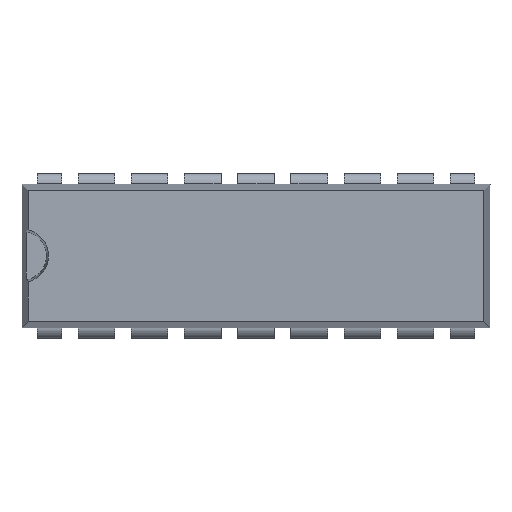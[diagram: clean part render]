
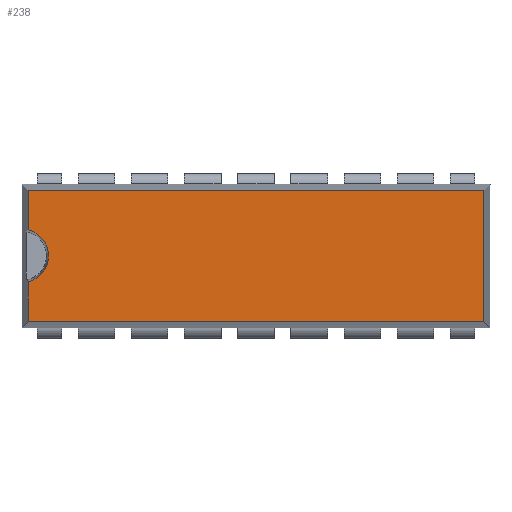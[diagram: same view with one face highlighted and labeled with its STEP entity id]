
A CAD part, top view. The second image highlights one B-rep face of the part: STEP entity #238.
In plain terms, the highlighted planar face has unit normal (0, 0, 1).
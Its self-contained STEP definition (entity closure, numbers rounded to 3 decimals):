
#238=ADVANCED_FACE('',(#4020),#4022,.T.);
#4020=FACE_BOUND('',#4021,.T.);
#4021=EDGE_LOOP('',(#6820,#6821,#6822,#6823,#6824,#6825));
#4022=PLANE('',#4023);
#4023=AXIS2_PLACEMENT_3D('',#4024,#4025,#4026);
#4024=CARTESIAN_POINT('',(0.,0.,5.33));
#4025=DIRECTION('',(0.,0.,1.));
#4026=DIRECTION('',(1.,0.,0.));
#6820=ORIENTED_EDGE('',*,*,#8688,.T.);
#6821=ORIENTED_EDGE('',*,*,#8689,.T.);
#6822=ORIENTED_EDGE('',*,*,#8690,.T.);
#6823=ORIENTED_EDGE('',*,*,#8691,.T.);
#6824=ORIENTED_EDGE('',*,*,#8692,.T.);
#6825=ORIENTED_EDGE('',*,*,#8693,.T.);
#8688=EDGE_CURVE('',#9622,#9623,#9624,.F.);
#8689=EDGE_CURVE('',#9623,#9625,#9626,.T.);
#8690=EDGE_CURVE('',#9625,#9627,#9628,.T.);
#8691=EDGE_CURVE('',#9627,#9629,#9630,.T.);
#8692=EDGE_CURVE('',#9629,#9631,#9632,.T.);
#8693=EDGE_CURVE('',#9631,#9622,#9633,.T.);
#9622=VERTEX_POINT('',#11128);
#9623=VERTEX_POINT('',#11129);
#9624=CIRCLE('',#11130,1.27);
#9625=VERTEX_POINT('',#11134);
#9626=LINE('',#11135,#11136);
#9627=VERTEX_POINT('',#11138);
#9628=LINE('',#11139,#11140);
#9629=VERTEX_POINT('',#11142);
#9630=LINE('',#11143,#11144);
#9631=VERTEX_POINT('',#11146);
#9632=LINE('',#11147,#11148);
#9633=LINE('',#11150,#11151);
#11128=CARTESIAN_POINT('',(-0.726,5.047,5.33));
#11129=CARTESIAN_POINT('',(-0.726,2.573,5.33));
#11130=AXIS2_PLACEMENT_3D('',#11131,#11132,#11133);
#11131=CARTESIAN_POINT('',(-1.015,3.81,5.33));
#11132=DIRECTION('',(0.,0.,1.));
#11133=DIRECTION('',(0.227,-0.974,0.));
#11134=CARTESIAN_POINT('',(-0.726,0.674,5.33));
#11135=CARTESIAN_POINT('',(-0.726,2.573,5.33));
#11136=VECTOR('',#11137,1.);
#11137=DIRECTION('',(0.,-1.,0.));
#11138=CARTESIAN_POINT('',(21.046,0.674,5.33));
#11139=CARTESIAN_POINT('',(-0.726,0.674,5.33));
#11140=VECTOR('',#11141,1.);
#11141=DIRECTION('',(1.,0.,0.));
#11142=CARTESIAN_POINT('',(21.046,6.946,5.33));
#11143=CARTESIAN_POINT('',(21.046,0.674,5.33));
#11144=VECTOR('',#11145,1.);
#11145=DIRECTION('',(0.,1.,0.));
#11146=CARTESIAN_POINT('',(-0.726,6.946,5.33));
#11147=CARTESIAN_POINT('',(21.046,6.946,5.33));
#11148=VECTOR('',#11149,1.);
#11149=DIRECTION('',(-1.,0.,0.));
#11150=CARTESIAN_POINT('',(-0.726,6.946,5.33));
#11151=VECTOR('',#11152,1.);
#11152=DIRECTION('',(0.,-1.,0.));
